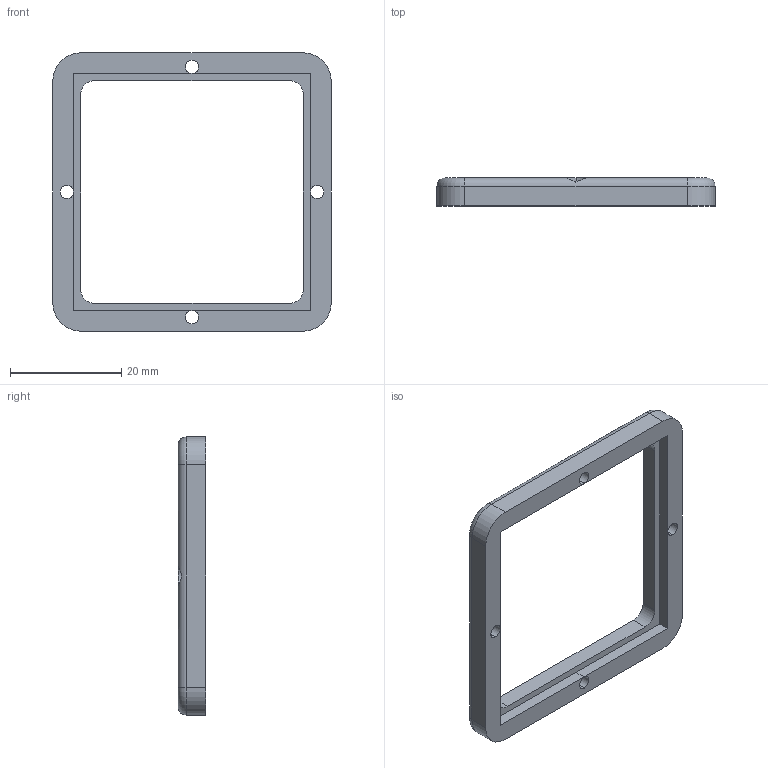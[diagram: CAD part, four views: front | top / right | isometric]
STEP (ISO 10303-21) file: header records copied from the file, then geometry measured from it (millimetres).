
FILE_DESCRIPTION (( 'STEP AP214' ), '1' );
FILE_NAME ('Window Seat.STEP', '2021-07-19T03:39:12', ( '' ), ( '' ), 'SwSTEP 2.0', 'SolidWorks 2020', '' );
FILE_SCHEMA (( 'AUTOMOTIVE_DESIGN' ));
Length unit declared in the file: millimetre
Products named in the file (1): Window Seat
Bounding box: 50 x 5 x 50 mm (x, y, z)
Volume: 3713.6 mm3; surface area: 3575.7 mm2
Topology: 1 solids, 1 shells, 51 faces, 136 edges, 88 vertices
Faces by surface type: cylinder 28, plane 19, torus 4
Entity records: 1736 total; most frequent: CARTESIAN_POINT 362, DIRECTION 296, ORIENTED_EDGE 272, EDGE_CURVE 136, AXIS2_PLACEMENT_3D 114, VERTEX_POINT 88, VECTOR 68, LINE 68
